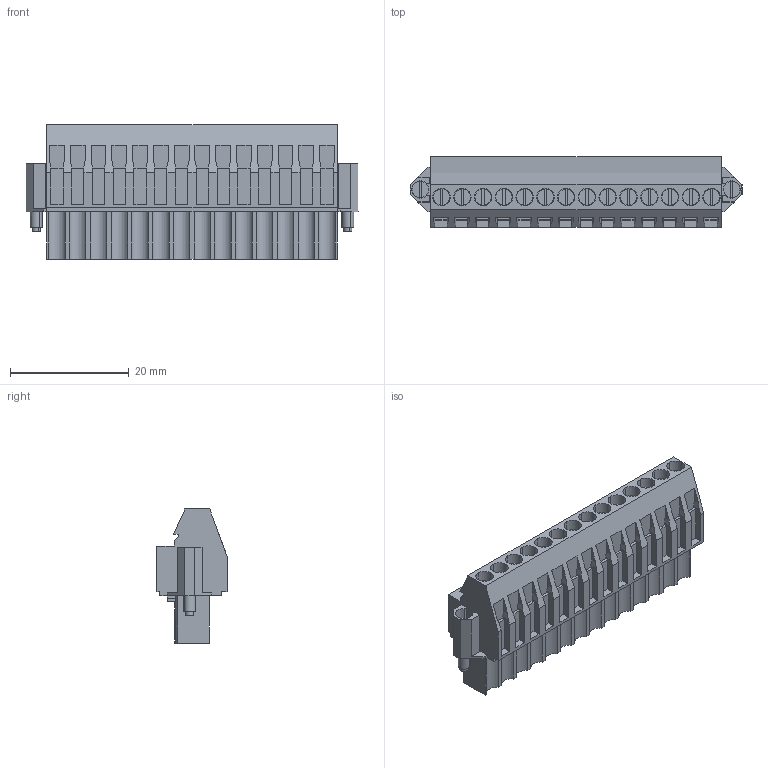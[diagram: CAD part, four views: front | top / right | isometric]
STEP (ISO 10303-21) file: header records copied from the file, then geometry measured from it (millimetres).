
FILE_DESCRIPTION(('CATIA V5 STEP Exchange','CAx-IF Rec.Pracs.--- Model Styling and Organization---1.2---2011-12-15'),'2;1');
FILE_NAME ('D1454056_0_1639130000_1639130000.stp','2017-04-18T10:29:16+00:00',('none'),('Weidmueller'),'CATIA Version 5-6 Release 2014','CATIA V5 STEP AP214','none');
FILE_SCHEMA(('AUTOMOTIVE_DESIGN { 1 0 10303 214 1 1 1 1 }'));
Length unit declared in the file: millimetre
Products named in the file (1): 1639130000
Bounding box: 55.94 x 11.83 x 22.6 mm (x, y, z)
Volume: 7680.3 mm3; surface area: 6219.8 mm2
Topology: 17 solids, 17 shells, 870 faces, 2390 edges, 1615 vertices
Faces by surface type: plane 737, cylinder 133
Entity records: 25786 total; most frequent: CARTESIAN_POINT 4800, ORIENTED_EDGE 4780, DIRECTION 3494, EDGE_CURVE 2390, VECTOR 1976, LINE 1976, VERTEX_POINT 1615, AXIS2_PLACEMENT_3D 949
